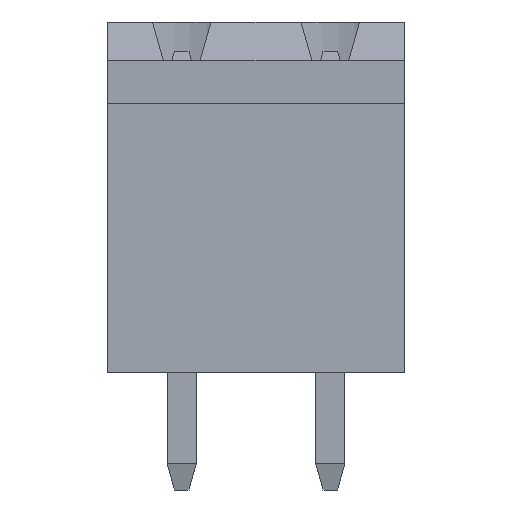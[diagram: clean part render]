
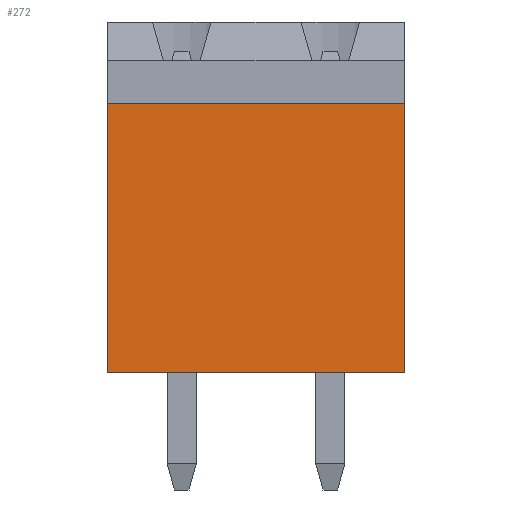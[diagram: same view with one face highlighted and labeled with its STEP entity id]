
A CAD part, front view. The second image highlights one B-rep face of the part: STEP entity #272.
In plain terms, the highlighted planar face has unit normal (0, -1, 0).
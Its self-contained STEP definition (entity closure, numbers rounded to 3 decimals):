
#272 = ADVANCED_FACE( '', ( #557 ), #558, .T. );
#557 = FACE_OUTER_BOUND( '', #864, .T. );
#558 = PLANE( '', #865 );
#864 = EDGE_LOOP( '', ( #1498, #1499, #1500, #1501 ) );
#865 = AXIS2_PLACEMENT_3D( '', #1502, #1503, #1504 );
#1498 = ORIENTED_EDGE( '', *, *, #2156, .F. );
#1499 = ORIENTED_EDGE( '', *, *, #2129, .F. );
#1500 = ORIENTED_EDGE( '', *, *, #2157, .F. );
#1501 = ORIENTED_EDGE( '', *, *, #2158, .T. );
#1502 = CARTESIAN_POINT( '', ( 6.08, -4.05, -6. ) );
#1503 = DIRECTION( '', ( 0., -1., 0. ) );
#1504 = DIRECTION( '', ( 0., 0., -1. ) );
#2129 = EDGE_CURVE( '', #2631, #2626, #2633, .T. );
#2156 = EDGE_CURVE( '', #2626, #2666, #2667, .T. );
#2157 = EDGE_CURVE( '', #2668, #2631, #2669, .T. );
#2158 = EDGE_CURVE( '', #2668, #2666, #2670, .T. );
#2626 = VERTEX_POINT( '', #3326 );
#2631 = VERTEX_POINT( '', #3334 );
#2633 = LINE( '', #3337, #3338 );
#2666 = VERTEX_POINT( '', #3387 );
#2667 = LINE( '', #3388, #3389 );
#2668 = VERTEX_POINT( '', #3390 );
#2669 = LINE( '', #3391, #3392 );
#2670 = LINE( '', #3393, #3394 );
#3326 = CARTESIAN_POINT( '', ( -5.08, -4.05, -6. ) );
#3334 = CARTESIAN_POINT( '', ( 5.08, -4.05, -6. ) );
#3337 = CARTESIAN_POINT( '', ( 6.08, -4.05, -6. ) );
#3338 = VECTOR( '', #3734, 1000. );
#3387 = CARTESIAN_POINT( '', ( -5.08, -4.05, 3.2 ) );
#3388 = CARTESIAN_POINT( '', ( -5.08, -4.05, -6. ) );
#3389 = VECTOR( '', #3751, 1000. );
#3390 = CARTESIAN_POINT( '', ( 5.08, -4.05, 3.2 ) );
#3391 = CARTESIAN_POINT( '', ( 5.08, -4.05, -6. ) );
#3392 = VECTOR( '', #3752, 1000. );
#3393 = CARTESIAN_POINT( '', ( 6.08, -4.05, 3.2 ) );
#3394 = VECTOR( '', #3753, 1000. );
#3734 = DIRECTION( '', ( -1., 0., 0. ) );
#3751 = DIRECTION( '', ( 0., 0., 1. ) );
#3752 = DIRECTION( '', ( 0., 0., -1. ) );
#3753 = DIRECTION( '', ( -1., 0., 0. ) );
